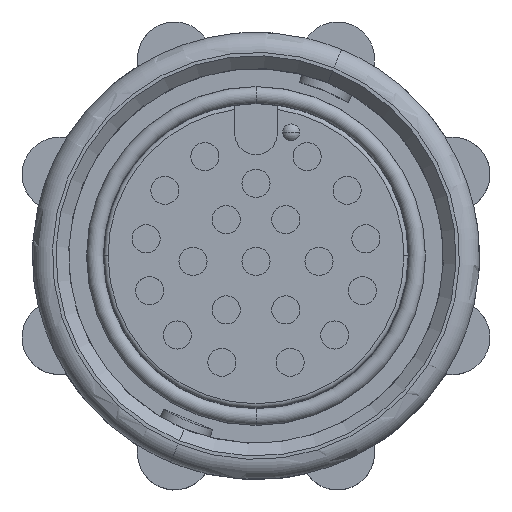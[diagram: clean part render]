
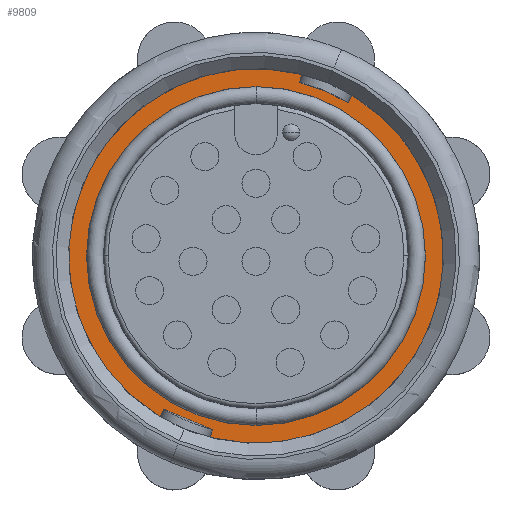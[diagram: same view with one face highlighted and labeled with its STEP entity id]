
A CAD part, top view. The second image highlights one B-rep face of the part: STEP entity #9809.
In plain terms, the highlighted planar face has unit normal (0, 0, 1).
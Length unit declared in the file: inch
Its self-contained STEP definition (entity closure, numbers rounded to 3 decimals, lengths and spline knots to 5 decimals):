
#501 = VERTEX_POINT ( 'NONE', #3696 ) ;
#516 = VERTEX_POINT ( 'NONE', #3711 ) ;
#619 = VERTEX_POINT ( 'NONE', #3815 ) ;
#620 = VERTEX_POINT ( 'NONE', #3816 ) ;
#706 = VERTEX_POINT ( 'NONE', #3908 ) ;
#749 = VERTEX_POINT ( 'NONE', #3951 ) ;
#780 = VERTEX_POINT ( 'NONE', #3982 ) ;
#781 = VERTEX_POINT ( 'NONE', #3983 ) ;
#784 = VERTEX_POINT ( 'NONE', #3986 ) ;
#785 = VERTEX_POINT ( 'NONE', #3987 ) ;
#787 = VERTEX_POINT ( 'NONE', #3989 ) ;
#1368 = ORIENTED_EDGE ( 'NONE', *, *, #12065, .T. ) ;
#1369 = ORIENTED_EDGE ( 'NONE', *, *, #12055, .T. ) ;
#1370 = ORIENTED_EDGE ( 'NONE', *, *, #1805, .T. ) ;
#1371 = ORIENTED_EDGE ( 'NONE', *, *, #1750, .T. ) ;
#1372 = ORIENTED_EDGE ( 'NONE', *, *, #1804, .T. ) ;
#1373 = ORIENTED_EDGE ( 'NONE', *, *, #1806, .T. ) ;
#1374 = ORIENTED_EDGE ( 'NONE', *, *, #1803, .F. ) ;
#1375 = ORIENTED_EDGE ( 'NONE', *, *, #1807, .T. ) ;
#1376 = ORIENTED_EDGE ( 'NONE', *, *, #1809, .T. ) ;
#1377 = ORIENTED_EDGE ( 'NONE', *, *, #1808, .T. ) ;
#1378 = ORIENTED_EDGE ( 'NONE', *, *, #1793, .F. ) ;
#1750 = EDGE_CURVE ( 'NONE', #620, #619, #5075, .T. ) ;
#1793 = EDGE_CURVE ( 'NONE', #516, #501, #5086, .T. ) ;
#1803 = EDGE_CURVE ( 'NONE', #781, #780, #5088, .T. ) ;
#1804 = EDGE_CURVE ( 'NONE', #785, #620, #5089, .T. ) ;
#1805 = EDGE_CURVE ( 'NONE', #516, #785, #5811, .T. ) ;
#1806 = EDGE_CURVE ( 'NONE', #619, #780, #5814, .T. ) ;
#1807 = EDGE_CURVE ( 'NONE', #781, #784, #5817, .T. ) ;
#1808 = EDGE_CURVE ( 'NONE', #784, #787, #5090, .T. ) ;
#1809 = EDGE_CURVE ( 'NONE', #787, #501, #5823, .T. ) ;
#3534 = EDGE_LOOP ( 'NONE', ( #1370, #1372, #1371, #1373, #1374, #1375, #1377, #1376, #1378 ) ) ;
#3555 = EDGE_LOOP ( 'NONE', ( #1368, #1369 ) ) ;
#3696 = CARTESIAN_POINT ( 'NONE',  ( -0.10893, -0.4263, 0.018 ) ) ;
#3711 = CARTESIAN_POINT ( 'NONE',  ( 0.22441, 0.37847, 0.018 ) ) ;
#3815 = CARTESIAN_POINT ( 'NONE',  ( 0.1012, 0.40763, 0.018 ) ) ;
#3816 = CARTESIAN_POINT ( 'NONE',  ( 0.16073, 0.38803, 0.018 ) ) ;
#3908 = CARTESIAN_POINT ( 'NONE',  ( 0., 0.3979, 0.018 ) ) ;
#3951 = CARTESIAN_POINT ( 'NONE',  ( 0., -0.3979, 0.018 ) ) ;
#3982 = CARTESIAN_POINT ( 'NONE',  ( 0.10893, 0.4263, 0.018 ) ) ;
#3983 = CARTESIAN_POINT ( 'NONE',  ( -0.22441, -0.37847, 0.018 ) ) ;
#3986 = CARTESIAN_POINT ( 'NONE',  ( -0.21668, -0.35979, 0.018 ) ) ;
#3987 = CARTESIAN_POINT ( 'NONE',  ( 0.21668, 0.35979, 0.018 ) ) ;
#3989 = CARTESIAN_POINT ( 'NONE',  ( -0.1012, -0.40763, 0.018 ) ) ;
#4974 = CARTESIAN_POINT ( 'NONE',  ( 0., 0., 0.018 ) ) ;
#4981 = DIRECTION ( 'NONE',  ( 0., 0., 1. ) ) ;
#4982 = DIRECTION ( 'NONE',  ( -1., 0., 0. ) ) ;
#5075 = CIRCLE ( 'NONE', #11238, 0.42 ) ;
#5086 = CIRCLE ( 'NONE', #11151, 0.44 ) ;
#5088 = CIRCLE ( 'NONE', #11188, 0.44 ) ;
#5089 = CIRCLE ( 'NONE', #11186, 0.42 ) ;
#5090 = CIRCLE ( 'NONE', #11155, 0.42 ) ;
#5309 = CIRCLE ( 'NONE', #10210, 0.3979 ) ;
#5318 = CIRCLE ( 'NONE', #10221, 0.3979 ) ;
#5730 = CARTESIAN_POINT ( 'NONE',  ( 0., 0., 0.018 ) ) ;
#5731 = DIRECTION ( 'NONE',  ( 0., 0., -1. ) ) ;
#5732 = DIRECTION ( 'NONE',  ( -1., 0., 0. ) ) ;
#5801 = CARTESIAN_POINT ( 'NONE',  ( 0., 0., 0.018 ) ) ;
#5805 = DIRECTION ( 'NONE',  ( 0., 0., -1. ) ) ;
#5806 = DIRECTION ( 'NONE',  ( -1., 0., 0. ) ) ;
#5807 = CARTESIAN_POINT ( 'NONE',  ( 0., 0., 0.018 ) ) ;
#5808 = DIRECTION ( 'NONE',  ( 0., 0., 1. ) ) ;
#5809 = DIRECTION ( 'NONE',  ( -1., 0., 0. ) ) ;
#5810 = CARTESIAN_POINT ( 'NONE',  ( 0., 0., 0.018 ) ) ;
#5811 = LINE ( 'NONE', #5812, #11221 ) ;
#5812 = CARTESIAN_POINT ( 'NONE',  ( 0.22441, 0.37847, 0.018 ) ) ;
#5813 = DIRECTION ( 'NONE',  ( -0.383, -0.924, 0. ) ) ;
#5814 = LINE ( 'NONE', #5815, #11219 ) ;
#5815 = CARTESIAN_POINT ( 'NONE',  ( 0.1012, 0.40763, 0.018 ) ) ;
#5816 = DIRECTION ( 'NONE',  ( 0.383, 0.924, 0. ) ) ;
#5817 = LINE ( 'NONE', #5818, #11216 ) ;
#5818 = CARTESIAN_POINT ( 'NONE',  ( -0.22441, -0.37847, 0.018 ) ) ;
#5819 = DIRECTION ( 'NONE',  ( 0.383, 0.924, 0. ) ) ;
#5820 = DIRECTION ( 'NONE',  ( 0., 0., 1. ) ) ;
#5821 = DIRECTION ( 'NONE',  ( -1., 0., 0. ) ) ;
#5823 = LINE ( 'NONE', #5824, #11209 ) ;
#5824 = CARTESIAN_POINT ( 'NONE',  ( -0.1012, -0.40763, 0.018 ) ) ;
#5825 = DIRECTION ( 'NONE',  ( -0.383, -0.924, 0. ) ) ;
#9809 = ADVANCED_FACE ( 'NONE', ( #10150, #10152 ), #10616, .F. ) ;
#10149 = AXIS2_PLACEMENT_3D ( 'NONE', #10617, #10618, #10619 ) ;
#10150 = FACE_BOUND ( 'NONE', #3555, .T. ) ;
#10152 = FACE_OUTER_BOUND ( 'NONE', #3534, .T. ) ;
#10210 = AXIS2_PLACEMENT_3D ( 'NONE', #10755, #10756, #10757 ) ;
#10221 = AXIS2_PLACEMENT_3D ( 'NONE', #10785, #10786, #10787 ) ;
#10616 = PLANE ( 'NONE',  #10149 ) ;
#10617 = CARTESIAN_POINT ( 'NONE',  ( 0., 0., 0.018 ) ) ;
#10618 = DIRECTION ( 'NONE',  ( 0., 0., -1. ) ) ;
#10619 = DIRECTION ( 'NONE',  ( -1., 0., 0. ) ) ;
#10755 = CARTESIAN_POINT ( 'NONE',  ( 0., 0., 0.018 ) ) ;
#10756 = DIRECTION ( 'NONE',  ( 0., 0., -1. ) ) ;
#10757 = DIRECTION ( 'NONE',  ( -1., 0., 0. ) ) ;
#10785 = CARTESIAN_POINT ( 'NONE',  ( 0., 0., 0.018 ) ) ;
#10786 = DIRECTION ( 'NONE',  ( 0., 0., -1. ) ) ;
#10787 = DIRECTION ( 'NONE',  ( -1., 0., 0. ) ) ;
#11151 = AXIS2_PLACEMENT_3D ( 'NONE', #5730, #5731, #5732 ) ;
#11155 = AXIS2_PLACEMENT_3D ( 'NONE', #5810, #5820, #5821 ) ;
#11186 = AXIS2_PLACEMENT_3D ( 'NONE', #5807, #5808, #5809 ) ;
#11188 = AXIS2_PLACEMENT_3D ( 'NONE', #5801, #5805, #5806 ) ;
#11209 = VECTOR ( 'NONE', #5825, 39.37008 ) ;
#11216 = VECTOR ( 'NONE', #5819, 39.37008 ) ;
#11219 = VECTOR ( 'NONE', #5816, 39.37008 ) ;
#11221 = VECTOR ( 'NONE', #5813, 39.37008 ) ;
#11238 = AXIS2_PLACEMENT_3D ( 'NONE', #4974, #4981, #4982 ) ;
#12055 = EDGE_CURVE ( 'NONE', #749, #706, #5309, .T. ) ;
#12065 = EDGE_CURVE ( 'NONE', #706, #749, #5318, .T. ) ;
